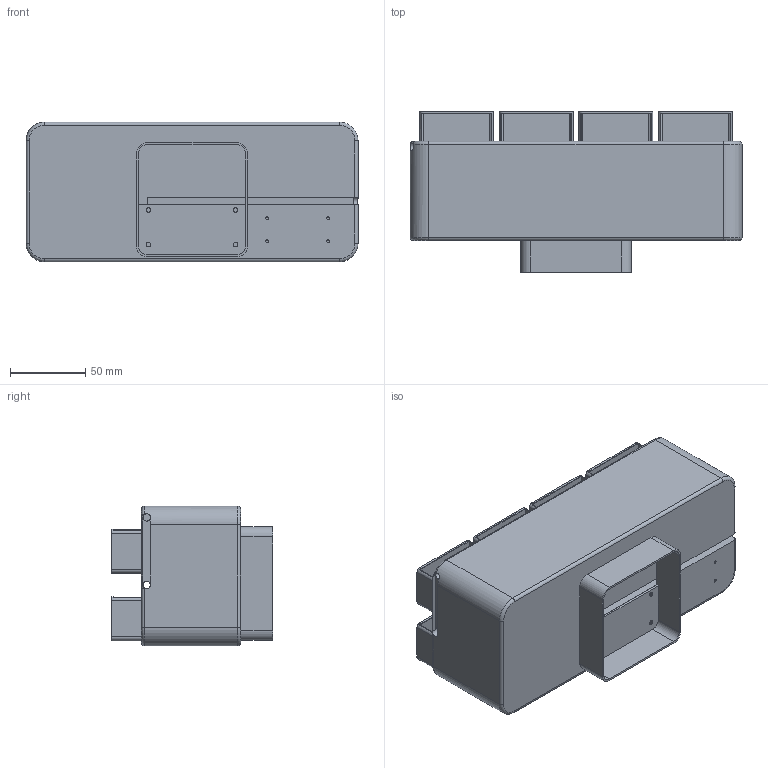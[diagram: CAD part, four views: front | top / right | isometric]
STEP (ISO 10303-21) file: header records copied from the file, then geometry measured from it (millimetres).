
FILE_DESCRIPTION(/* description */ ('','CAx-IF Rec.Pracs.---Representation and Presentation of Product Manufacturing Information (PMI)---4.0---2014-10-13'),/* implementation_level */ '2;1');
FILE_NAME(/* name */ 'Smart_Storage v8.step',/* time_stamp */ '2025-03-18T22:37:58+03:00',/* author */ (''),/* organization */ (''),/* preprocessor_version */ 'ST-DEVELOPER v20',/* originating_system */ 'Autodesk Translation Framework v13.20.0.188',/* authorisation */ '');
FILE_SCHEMA (('AP242_MANAGED_MODEL_BASED_3D_ENGINEERING_MIM_LF { 1 0 10303 442 1 1 4 }'));
Length unit declared in the file: millimetre
Products named in the file (10): Smart_Storage; Base; Light Difuser; Light Difuser 2; Light Difuser 3; Light Difuser 4; Light Difuser 5; Light Difuser 6; Light Difuser 7; Light Difuser 8
Assembly tree (9 placements, depth 2):
  Smart_Storage
    Base
    Light Difuser
    Light Difuser 2
    Light Difuser 3
    Light Difuser 4
    Light Difuser 5
    Light Difuser 6
    Light Difuser 7
    Light Difuser 8
Bounding box: 221 x 107.29 x 93 mm (x, y, z)
Volume: 718331.3 mm3; surface area: 327359.3 mm2
Topology: 18 solids, 18 shells, 625 faces, 1591 edges, 1035 vertices
Faces by surface type: plane 387, cylinder 195, torus 41, bspline 2
Full cylindrical faces by diameter (mm): 1.8 x4, 3 x4, 4 x4, 5 x17
Entity records: 19941 total; most frequent: CARTESIAN_POINT 4026, DIRECTION 3294, ORIENTED_EDGE 3182, EDGE_CURVE 1591, LINE 1098, VECTOR 1098, AXIS2_PLACEMENT_3D 1098, VERTEX_POINT 1035
